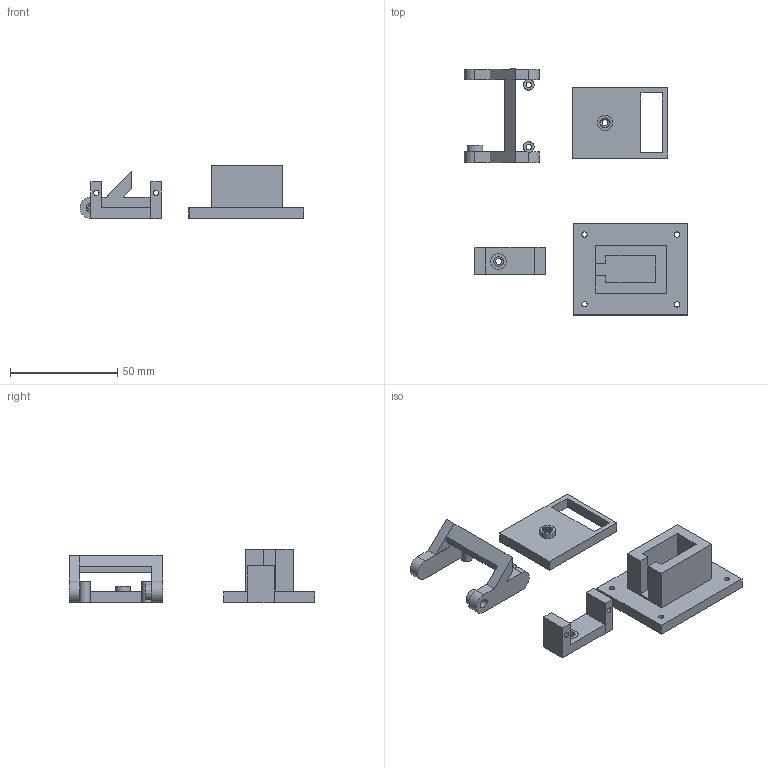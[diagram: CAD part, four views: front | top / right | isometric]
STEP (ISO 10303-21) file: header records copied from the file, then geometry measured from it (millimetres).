
FILE_DESCRIPTION(/* description */ (''),/* implementation_level */ '2;1');
FILE_NAME(/* name */ 'All_4.step',/* time_stamp */ '2025-12-14T23:55:23+05:30',/* author */ (''),/* organization */ (''),/* preprocessor_version */ 'ST-DEVELOPER v20.1',/* originating_system */ 'Autodesk Translation Framework v14.21.0.0',/* authorisation */ '');
FILE_SCHEMA (('AUTOMOTIVE_DESIGN { 1 0 10303 214 3 1 1 }'));
Length unit declared in the file: millimetre
Products named in the file (12): 2025-12-14-23-47-32-824; 2025-12-10-15-38-19-284; Servo Micro MG90S; 2025-12-10-17-26-53-412; Servo Micro MG90S_1; 2025-12-14-21-27-13-258; Servo Micro MG90S_2; Body; Shaft; Horn; Screw; 2025-12-13-03-46-38-775
Assembly tree (19 placements, depth 4):
  2025-12-14-23-47-32-824
    2025-12-10-15-38-19-284
      Servo Micro MG90S
        Body
        Shaft
        Horn
        Screw
    2025-12-10-17-26-53-412
      Servo Micro MG90S_1
        Body
        Shaft
        Horn
        Screw
    2025-12-14-21-27-13-258
      Servo Micro MG90S_2
        Body
        Shaft
        Horn
        Screw
    2025-12-13-03-46-38-775
Bounding box: 104 x 114.4 x 24.71 mm (x, y, z)
Volume: 32488.3 mm3; surface area: 20069.5 mm2
Topology: 8 solids, 8 shells, 322 faces, 876 edges, 582 vertices
Faces by surface type: plane 293, cylinder 29
Full cylindrical faces by diameter (mm): 2.5 x8, 2.8 x5, 4.4 x5, 7.2 x5
Entity records: 7495 total; most frequent: CARTESIAN_POINT 1307, ORIENTED_EDGE 1236, DIRECTION 1178, EDGE_CURVE 618, LINE 568, VECTOR 568, VERTEX_POINT 410, AXIS2_PLACEMENT_3D 305
